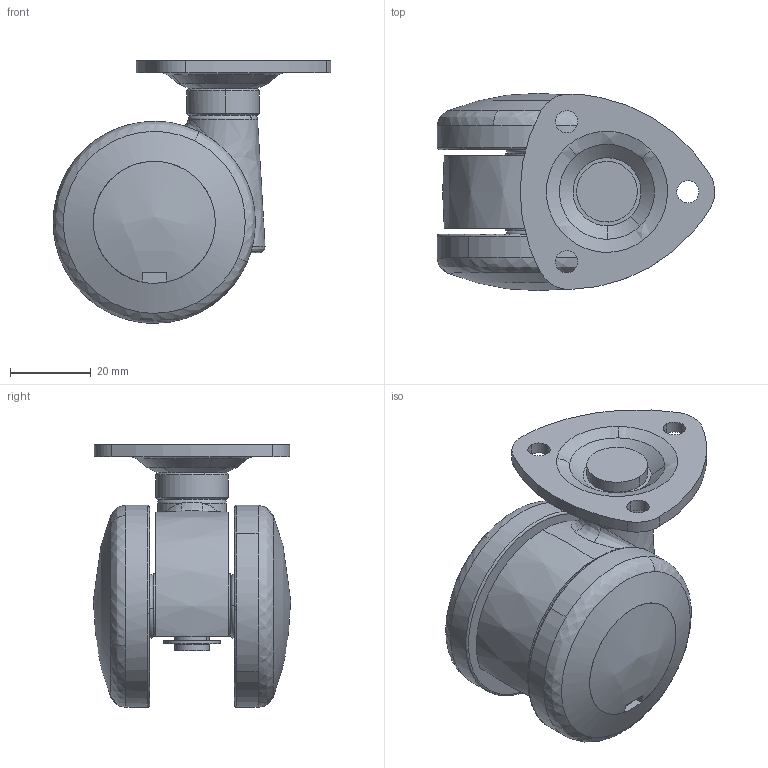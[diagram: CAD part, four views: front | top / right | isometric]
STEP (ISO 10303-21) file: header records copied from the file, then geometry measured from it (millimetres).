
FILE_DESCRIPTION((''),'2;1');
FILE_NAME('','2006-10-31T08:27:32',(''),(''),'','CADfix','');
FILE_SCHEMA(('AUTOMOTIVE_DESIGN'));
Length unit declared in the file: millimetre
Products named in the file (6): wheel_mr; wheel; mounting plate; main shaft; body; e50_3055_36
Assembly tree (5 placements, depth 2):
  e50_3055_36
    wheel_mr
    wheel
    mounting plate
    main shaft
    body
Bounding box: 68.66 x 48.83 x 65 mm (x, y, z)
Volume: 66838.3 mm3; surface area: 29474.1 mm2
Topology: 5 solids, 5 shells, 148 faces, 490 edges, 363 vertices
Faces by surface type: bspline 148
Entity records: 6783 total; most frequent: CARTESIAN_POINT 4102, ORIENTED_EDGE 980, EDGE_CURVE 490, VERTEX_POINT 363, EDGE_LOOP 177, FACE_OUTER_BOUND 148, ADVANCED_FACE 148, QUASI_UNIFORM_CURVE 122
